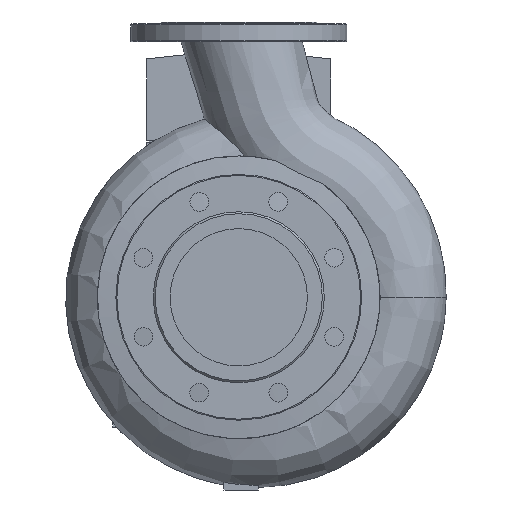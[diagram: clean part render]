
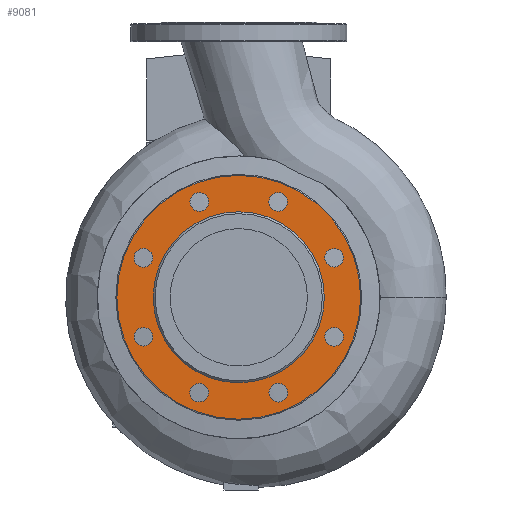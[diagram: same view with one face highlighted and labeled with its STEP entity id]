
A CAD part, left-side view. The second image highlights one B-rep face of the part: STEP entity #9081.
In plain terms, the highlighted planar face has unit normal (-1, 0, 0).
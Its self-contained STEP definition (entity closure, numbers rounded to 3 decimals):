
#326=FACE_BOUND('',#1955,.T.);
#327=FACE_BOUND('',#1956,.T.);
#328=FACE_BOUND('',#1957,.T.);
#329=FACE_BOUND('',#1958,.T.);
#330=FACE_BOUND('',#1959,.T.);
#331=FACE_BOUND('',#1960,.T.);
#332=FACE_BOUND('',#1961,.T.);
#333=FACE_BOUND('',#1962,.T.);
#334=FACE_BOUND('',#1963,.T.);
#511=CIRCLE('',#9754,9.5);
#513=CIRCLE('',#9757,9.5);
#515=CIRCLE('',#9760,9.5);
#517=CIRCLE('',#9763,9.5);
#519=CIRCLE('',#9766,9.5);
#521=CIRCLE('',#9769,9.5);
#523=CIRCLE('',#9772,9.5);
#525=CIRCLE('',#9775,9.5);
#526=CIRCLE('',#9777,87.);
#528=CIRCLE('',#9780,124.);
#935=PLANE('',#9779);
#1326=FACE_OUTER_BOUND('',#1954,.T.);
#1954=EDGE_LOOP('',(#7164));
#1955=EDGE_LOOP('',(#7165));
#1956=EDGE_LOOP('',(#7166));
#1957=EDGE_LOOP('',(#7167));
#1958=EDGE_LOOP('',(#7168));
#1959=EDGE_LOOP('',(#7169));
#1960=EDGE_LOOP('',(#7170));
#1961=EDGE_LOOP('',(#7171));
#1962=EDGE_LOOP('',(#7172));
#1963=EDGE_LOOP('',(#7173));
#4319=VERTEX_POINT('',#14773);
#4321=VERTEX_POINT('',#14778);
#4323=VERTEX_POINT('',#14783);
#4325=VERTEX_POINT('',#14788);
#4327=VERTEX_POINT('',#14793);
#4329=VERTEX_POINT('',#14798);
#4331=VERTEX_POINT('',#14803);
#4333=VERTEX_POINT('',#14808);
#4334=VERTEX_POINT('',#14811);
#4336=VERTEX_POINT('',#14816);
#5357=EDGE_CURVE('',#4319,#4319,#511,.T.);
#5359=EDGE_CURVE('',#4321,#4321,#513,.T.);
#5361=EDGE_CURVE('',#4323,#4323,#515,.T.);
#5363=EDGE_CURVE('',#4325,#4325,#517,.T.);
#5365=EDGE_CURVE('',#4327,#4327,#519,.T.);
#5367=EDGE_CURVE('',#4329,#4329,#521,.T.);
#5369=EDGE_CURVE('',#4331,#4331,#523,.T.);
#5371=EDGE_CURVE('',#4333,#4333,#525,.T.);
#5372=EDGE_CURVE('',#4334,#4334,#526,.T.);
#5374=EDGE_CURVE('',#4336,#4336,#528,.T.);
#7164=ORIENTED_EDGE('',*,*,#5374,.T.);
#7165=ORIENTED_EDGE('',*,*,#5357,.F.);
#7166=ORIENTED_EDGE('',*,*,#5359,.F.);
#7167=ORIENTED_EDGE('',*,*,#5361,.F.);
#7168=ORIENTED_EDGE('',*,*,#5363,.F.);
#7169=ORIENTED_EDGE('',*,*,#5365,.F.);
#7170=ORIENTED_EDGE('',*,*,#5367,.F.);
#7171=ORIENTED_EDGE('',*,*,#5369,.F.);
#7172=ORIENTED_EDGE('',*,*,#5371,.F.);
#7173=ORIENTED_EDGE('',*,*,#5372,.F.);
#9081=ADVANCED_FACE('',(#1326,#326,#327,#328,#329,#330,#331,#332,#333,#334),
#935,.F.);
#9754=AXIS2_PLACEMENT_3D('',#14774,#11364,#11365);
#9757=AXIS2_PLACEMENT_3D('',#14779,#11370,#11371);
#9760=AXIS2_PLACEMENT_3D('',#14784,#11376,#11377);
#9763=AXIS2_PLACEMENT_3D('',#14789,#11382,#11383);
#9766=AXIS2_PLACEMENT_3D('',#14794,#11388,#11389);
#9769=AXIS2_PLACEMENT_3D('',#14799,#11394,#11395);
#9772=AXIS2_PLACEMENT_3D('',#14804,#11400,#11401);
#9775=AXIS2_PLACEMENT_3D('',#14809,#11406,#11407);
#9777=AXIS2_PLACEMENT_3D('',#14812,#11410,#11411);
#9779=AXIS2_PLACEMENT_3D('',#14815,#11414,#11415);
#9780=AXIS2_PLACEMENT_3D('',#14817,#11416,#11417);
#11364=DIRECTION('center_axis',(-1.,0.,0.));
#11365=DIRECTION('ref_axis',(0.,0.707,-0.707));
#11370=DIRECTION('center_axis',(-1.,0.,0.));
#11371=DIRECTION('ref_axis',(0.,1.,0.));
#11376=DIRECTION('center_axis',(-1.,0.,0.));
#11377=DIRECTION('ref_axis',(0.,0.707,0.707));
#11382=DIRECTION('center_axis',(-1.,0.,0.));
#11383=DIRECTION('ref_axis',(0.,0.,
1.));
#11388=DIRECTION('center_axis',(-1.,0.,0.));
#11389=DIRECTION('ref_axis',(0.,-0.707,0.707));
#11394=DIRECTION('center_axis',(-1.,0.,0.));
#11395=DIRECTION('ref_axis',(0.,-1.,0.));
#11400=DIRECTION('center_axis',(-1.,0.,0.));
#11401=DIRECTION('ref_axis',(0.,-0.707,-0.707));
#11406=DIRECTION('center_axis',(-1.,0.,0.));
#11407=DIRECTION('ref_axis',(0.,0.,-1.));
#11410=DIRECTION('center_axis',(-1.,0.,0.));
#11411=DIRECTION('ref_axis',(0.,-1.,0.));
#11414=DIRECTION('center_axis',(1.,0.,0.));
#11415=DIRECTION('ref_axis',(0.,0.,1.));
#11416=DIRECTION('center_axis',(-1.,0.,0.));
#11417=DIRECTION('ref_axis',(0.,-1.,0.));
#14773=CARTESIAN_POINT('',(-123.,-103.725,98.536));
#14774=CARTESIAN_POINT('Origin',(-123.,-97.007,91.818));
#14778=CARTESIAN_POINT('',(-123.,-49.682,34.993));
#14779=CARTESIAN_POINT('Origin',(-123.,-40.182,34.993));
#14783=CARTESIAN_POINT('',(-123.,33.464,28.275));
#14784=CARTESIAN_POINT('Origin',(-123.,40.182,34.993));
#14788=CARTESIAN_POINT('',(-123.,97.007,82.318));
#14789=CARTESIAN_POINT('Origin',(-123.,97.007,91.818));
#14793=CARTESIAN_POINT('',(-123.,103.725,165.464));
#14794=CARTESIAN_POINT('Origin',(-123.,97.007,172.182));
#14798=CARTESIAN_POINT('',(-123.,49.682,229.007));
#14799=CARTESIAN_POINT('Origin',(-123.,40.182,229.007));
#14803=CARTESIAN_POINT('',(-123.,-33.464,235.725));
#14804=CARTESIAN_POINT('Origin',(-123.,-40.182,229.007));
#14808=CARTESIAN_POINT('',(-123.,-97.007,181.682));
#14809=CARTESIAN_POINT('Origin',(-123.,-97.007,172.182));
#14811=CARTESIAN_POINT('',(-123.,-87.,132.));
#14812=CARTESIAN_POINT('Origin',(-123.,0.,132.));
#14815=CARTESIAN_POINT('Origin',(-123.,-105.5,132.));
#14816=CARTESIAN_POINT('',(-123.,-124.,132.));
#14817=CARTESIAN_POINT('Origin',(-123.,0.,132.));
